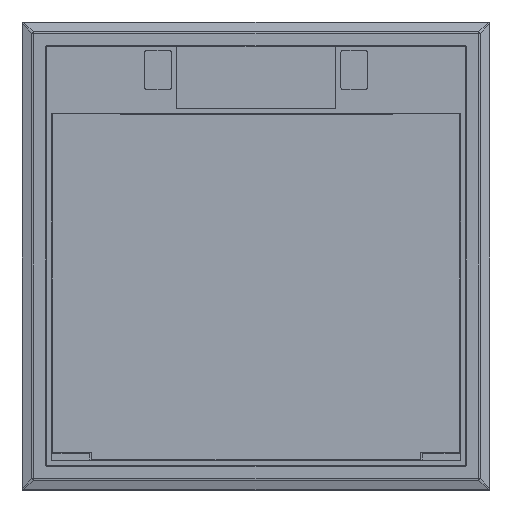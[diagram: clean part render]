
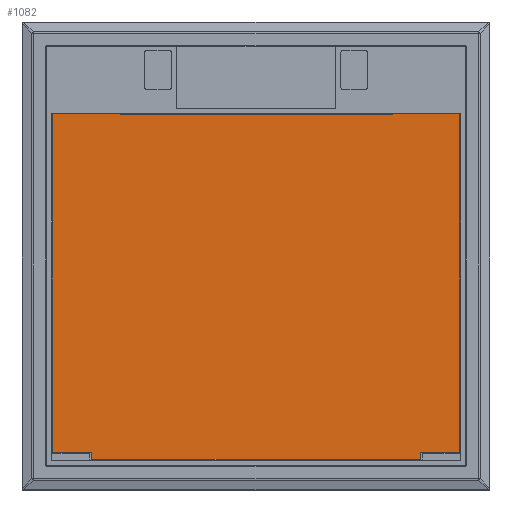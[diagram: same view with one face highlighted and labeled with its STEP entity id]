
A CAD part, top view. The second image highlights one B-rep face of the part: STEP entity #1082.
In plain terms, the highlighted planar face has unit normal (0, 0, 1).
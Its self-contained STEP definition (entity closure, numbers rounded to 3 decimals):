
#12 = LINE ( 'NONE', #19001, #24082 ) ;
#83 = ORIENTED_EDGE ( 'NONE', *, *, #30947, .T. ) ;
#217 = CARTESIAN_POINT ( 'NONE',  ( 93.25, -114.75, 4. ) ) ;
#372 = ORIENTED_EDGE ( 'NONE', *, *, #20988, .T. ) ;
#437 = VECTOR ( 'NONE', #30477, 1000. ) ;
#624 = EDGE_LOOP ( 'NONE', ( #10186, #30196, #19974, #19045, #9293, #83, #28368, #1005, #31321, #3316, #372, #17909 ) ) ;
#1005 = ORIENTED_EDGE ( 'NONE', *, *, #31687, .T. ) ;
#1082 = ADVANCED_FACE ( 'NONE', ( #17917 ), #10708, .F. ) ;
#1209 = LINE ( 'NONE', #15148, #437 ) ;
#1276 = CARTESIAN_POINT ( 'NONE',  ( -93.25, -110.75, 4. ) ) ;
#1615 = VECTOR ( 'NONE', #22846, 1000. ) ;
#1881 = CARTESIAN_POINT ( 'NONE',  ( -115.55, 80.85, 4. ) ) ;
#2229 = CARTESIAN_POINT ( 'NONE',  ( 77.2, 110.55, 4. ) ) ;
#2651 = VERTEX_POINT ( 'NONE', #21843 ) ;
#3290 = VERTEX_POINT ( 'NONE', #19594 ) ;
#3316 = ORIENTED_EDGE ( 'NONE', *, *, #23457, .T. ) ;
#4708 = DIRECTION ( 'NONE',  ( 0., 0., -1. ) ) ;
#4743 = EDGE_CURVE ( 'NONE', #6808, #2651, #12419, .T. ) ;
#5374 = VECTOR ( 'NONE', #10197, 1000. ) ;
#6038 = VECTOR ( 'NONE', #16647, 1000. ) ;
#6521 = VERTEX_POINT ( 'NONE', #14274 ) ;
#6808 = VERTEX_POINT ( 'NONE', #13762 ) ;
#7437 = VECTOR ( 'NONE', #23951, 1000. ) ;
#7774 = VERTEX_POINT ( 'NONE', #2229 ) ;
#8874 = DIRECTION ( 'NONE',  ( 0., 1., 0. ) ) ;
#8907 = VECTOR ( 'NONE', #26802, 1000. ) ;
#8967 = LINE ( 'NONE', #217, #1615 ) ;
#8987 = VERTEX_POINT ( 'NONE', #9501 ) ;
#9158 = CARTESIAN_POINT ( 'NONE',  ( -93.25, -114.75, 4. ) ) ;
#9293 = ORIENTED_EDGE ( 'NONE', *, *, #29180, .T. ) ;
#9496 = EDGE_CURVE ( 'NONE', #13307, #24321, #12, .T. ) ;
#9501 = CARTESIAN_POINT ( 'NONE',  ( -93.25, -110.75, 4. ) ) ;
#10148 = CARTESIAN_POINT ( 'NONE',  ( 93.25, -110.75, 4. ) ) ;
#10186 = ORIENTED_EDGE ( 'NONE', *, *, #9496, .T. ) ;
#10197 = DIRECTION ( 'NONE',  ( 0., -1., 0. ) ) ;
#10361 = DIRECTION ( 'NONE',  ( 0., -1., 0. ) ) ;
#10708 = PLANE ( 'NONE',  #14066 ) ;
#11644 = VECTOR ( 'NONE', #28680, 1000. ) ;
#11845 = LINE ( 'NONE', #15732, #11644 ) ;
#12212 = CARTESIAN_POINT ( 'NONE',  ( 115.55, -110.75, 4. ) ) ;
#12419 = LINE ( 'NONE', #1881, #23900 ) ;
#12582 = LINE ( 'NONE', #31874, #6038 ) ;
#13147 = LINE ( 'NONE', #22051, #8907 ) ;
#13307 = VERTEX_POINT ( 'NONE', #12212 ) ;
#13317 = CARTESIAN_POINT ( 'NONE',  ( 115.55, -114.75, 4. ) ) ;
#13762 = CARTESIAN_POINT ( 'NONE',  ( 77.2, 80.85, 4. ) ) ;
#13848 = LINE ( 'NONE', #23061, #19928 ) ;
#14066 = AXIS2_PLACEMENT_3D ( 'NONE', #13317, #4708, #15225 ) ;
#14274 = CARTESIAN_POINT ( 'NONE',  ( -115.55, -110.75, 4. ) ) ;
#14456 = EDGE_CURVE ( 'NONE', #8987, #24271, #21600, .T. ) ;
#15005 = CARTESIAN_POINT ( 'NONE',  ( -115.55, 110.55, 4. ) ) ;
#15148 = CARTESIAN_POINT ( 'NONE',  ( -115.55, 110.55, 4. ) ) ;
#15225 = DIRECTION ( 'NONE',  ( -1., 0., 0. ) ) ;
#15732 = CARTESIAN_POINT ( 'NONE',  ( 93.25, -110.75, 4. ) ) ;
#16512 = VERTEX_POINT ( 'NONE', #15005 ) ;
#16590 = DIRECTION ( 'NONE',  ( 0., -1., 0. ) ) ;
#16647 = DIRECTION ( 'NONE',  ( 0., 1., 0. ) ) ;
#17551 = EDGE_CURVE ( 'NONE', #21773, #13307, #11845, .T. ) ;
#17909 = ORIENTED_EDGE ( 'NONE', *, *, #17551, .T. ) ;
#17917 = FACE_OUTER_BOUND ( 'NONE', #624, .T. ) ;
#18672 = LINE ( 'NONE', #22874, #5374 ) ;
#18888 = VERTEX_POINT ( 'NONE', #19279 ) ;
#19001 = CARTESIAN_POINT ( 'NONE',  ( 115.55, -110.75, 4. ) ) ;
#19045 = ORIENTED_EDGE ( 'NONE', *, *, #4743, .T. ) ;
#19279 = CARTESIAN_POINT ( 'NONE',  ( 93.25, -114.75, 4. ) ) ;
#19594 = CARTESIAN_POINT ( 'NONE',  ( -77.2, 110.55, 4. ) ) ;
#19928 = VECTOR ( 'NONE', #10361, 1000. ) ;
#19974 = ORIENTED_EDGE ( 'NONE', *, *, #25714, .T. ) ;
#20988 = EDGE_CURVE ( 'NONE', #18888, #21773, #8967, .T. ) ;
#21600 = LINE ( 'NONE', #9158, #21775 ) ;
#21642 = LINE ( 'NONE', #1276, #7437 ) ;
#21773 = VERTEX_POINT ( 'NONE', #10148 ) ;
#21775 = VECTOR ( 'NONE', #16590, 1000. ) ;
#21843 = CARTESIAN_POINT ( 'NONE',  ( -77.2, 80.85, 4. ) ) ;
#22051 = CARTESIAN_POINT ( 'NONE',  ( 115.55, 110.55, 4. ) ) ;
#22539 = EDGE_CURVE ( 'NONE', #24321, #7774, #13147, .T. ) ;
#22846 = DIRECTION ( 'NONE',  ( 0., 1., 0. ) ) ;
#22874 = CARTESIAN_POINT ( 'NONE',  ( -115.55, 80.85, 4. ) ) ;
#23061 = CARTESIAN_POINT ( 'NONE',  ( 77.2, 80.85, 4. ) ) ;
#23457 = EDGE_CURVE ( 'NONE', #24271, #18888, #24357, .T. ) ;
#23900 = VECTOR ( 'NONE', #24978, 1000. ) ;
#23951 = DIRECTION ( 'NONE',  ( 1., 0., 0. ) ) ;
#24082 = VECTOR ( 'NONE', #8874, 1000. ) ;
#24271 = VERTEX_POINT ( 'NONE', #28582 ) ;
#24321 = VERTEX_POINT ( 'NONE', #26274 ) ;
#24357 = LINE ( 'NONE', #32037, #31042 ) ;
#24795 = EDGE_CURVE ( 'NONE', #16512, #6521, #18672, .T. ) ;
#24978 = DIRECTION ( 'NONE',  ( -1., 0., 0. ) ) ;
#25714 = EDGE_CURVE ( 'NONE', #7774, #6808, #13848, .T. ) ;
#26274 = CARTESIAN_POINT ( 'NONE',  ( 115.55, 110.55, 4. ) ) ;
#26802 = DIRECTION ( 'NONE',  ( -1., 0., 0. ) ) ;
#28368 = ORIENTED_EDGE ( 'NONE', *, *, #24795, .T. ) ;
#28582 = CARTESIAN_POINT ( 'NONE',  ( -93.25, -114.75, 4. ) ) ;
#28680 = DIRECTION ( 'NONE',  ( 1., 0., 0. ) ) ;
#29180 = EDGE_CURVE ( 'NONE', #2651, #3290, #12582, .T. ) ;
#30196 = ORIENTED_EDGE ( 'NONE', *, *, #22539, .T. ) ;
#30477 = DIRECTION ( 'NONE',  ( -1., 0., 0. ) ) ;
#30947 = EDGE_CURVE ( 'NONE', #3290, #16512, #1209, .T. ) ;
#31042 = VECTOR ( 'NONE', #32149, 1000. ) ;
#31321 = ORIENTED_EDGE ( 'NONE', *, *, #14456, .T. ) ;
#31687 = EDGE_CURVE ( 'NONE', #6521, #8987, #21642, .T. ) ;
#31874 = CARTESIAN_POINT ( 'NONE',  ( -77.2, 80.85, 4. ) ) ;
#32037 = CARTESIAN_POINT ( 'NONE',  ( -93.25, -114.75, 4. ) ) ;
#32149 = DIRECTION ( 'NONE',  ( 1., 0., 0. ) ) ;
